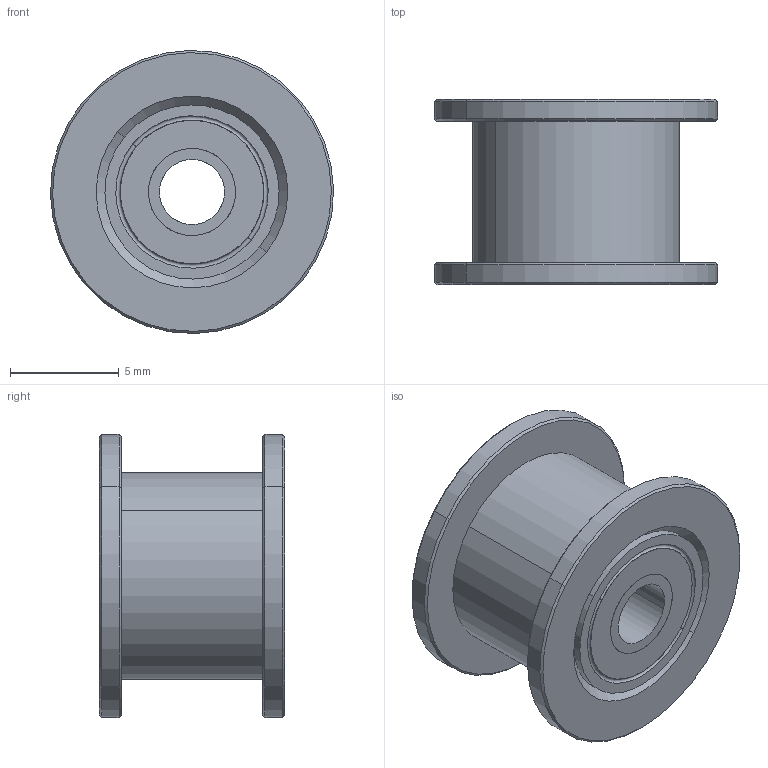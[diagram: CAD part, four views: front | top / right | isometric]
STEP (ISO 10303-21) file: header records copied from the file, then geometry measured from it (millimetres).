
FILE_DESCRIPTION (( 'STEP AP214' ), '1' );
FILE_NAME ('GT2 Idler Pulley, Configurable, 16T W6 B3 Without T.STEP', '2019-11-14T23:04:00', ( '' ), ( '' ), 'SwSTEP 2.0', 'SolidWorks 2018', '' );
FILE_SCHEMA (( 'AUTOMOTIVE_DESIGN' ));
Length unit declared in the file: millimetre
Products named in the file (7): Bearing Subassy, GT2 Idler Pulley, Configurable_3 mm Bore; Bearing Ball, GT2 Idler Pulley, Configurable_2 mm; Bearing Seal, GT2 Idler Pulley, Configurable_3 mm Bore; Bearing Inner Ring, GT2 Idler Pulley, Configurable_3 mm Bore; Bearing Outer Ring, GT2 Idler Pulley, Configurable_3 mm Bore; Body, GT2 Idler Pulley, Configurable_16T W6 B3 Without T; GT2 Idler Pulley, Configurable, 16T W6 B3 Without T
Assembly tree (13 placements, depth 3):
  GT2 Idler Pulley, Configurable, 16T W6 B3 Without T
    Body, GT2 Idler Pulley, Configurable_16T W6 B3 Without T
    Bearing Subassy, GT2 Idler Pulley, Configurable_3 mm Bore  x2
      Bearing Outer Ring, GT2 Idler Pulley, Configurable_3 mm Bore
      Bearing Inner Ring, GT2 Idler Pulley, Configurable_3 mm Bore
      Bearing Seal, GT2 Idler Pulley, Configurable_3 mm Bore
      Bearing Ball, GT2 Idler Pulley, Configurable_2 mm
Bounding box: 13 x 8.5 x 13 mm (x, y, z)
Volume: 523.2 mm3; surface area: 1846.1 mm2
Topology: 21 solids, 21 shells, 138 faces, 312 edges, 196 vertices
Faces by surface type: cylinder 52, torus 28, sphere 24, plane 22, cone 12
Entity records: 2004 total; most frequent: DIRECTION 374, CARTESIAN_POINT 283, ORIENTED_EDGE 252, AXIS2_PLACEMENT_3D 167, EDGE_CURVE 126, CIRCLE 86, EDGE_LOOP 76, VERTEX_POINT 76
